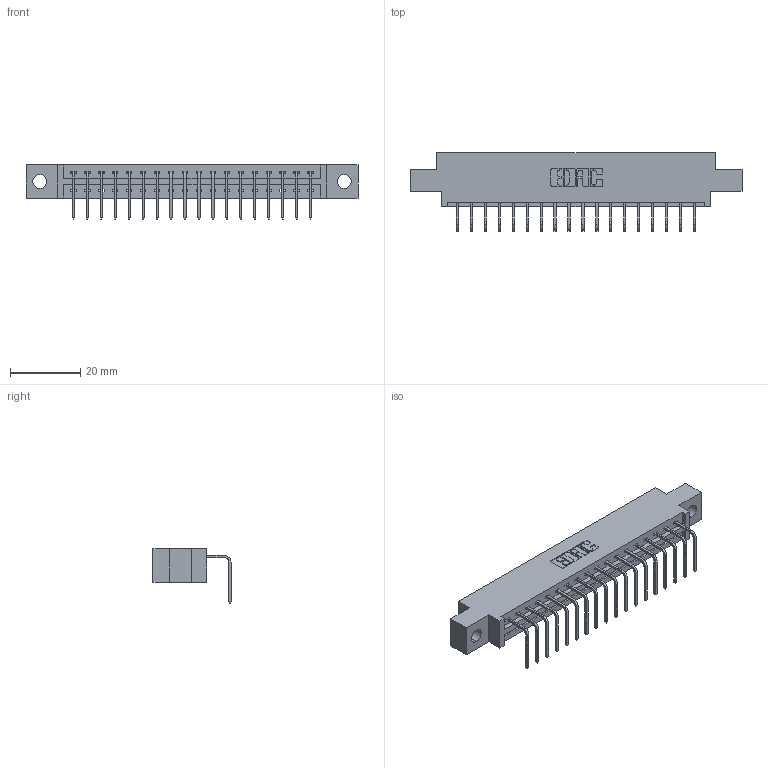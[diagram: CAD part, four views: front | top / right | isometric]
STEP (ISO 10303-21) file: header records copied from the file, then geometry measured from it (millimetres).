
FILE_DESCRIPTION (( 'STEP AP203' ), '1' );
FILE_NAME ('337-018-558-604.STEP', '2019-10-07T12:17:28', ( '' ), ( '' ), 'SwSTEP 2.0', 'SolidWorks 2016', '' );
FILE_SCHEMA (( 'CONFIG_CONTROL_DESIGN' ));
Length unit declared in the file: inch
Products named in the file (3): 345-292-001_558 Tail - 2; 337 Part_0.170 Offset - 0.156 Dia-TH; 337-018-558-604
Assembly tree (19 placements, depth 2):
  337-018-558-604
    337 Part_0.170 Offset - 0.156 Dia-TH
    345-292-001_558 Tail - 2  x18
Bounding box: 94.34 x 22.17 x 15.37 mm (x, y, z)
Volume: 9358.9 mm3; surface area: 9798 mm2
Topology: 19 solids, 19 shells, 1270 faces, 3815 edges, 2518 vertices
Faces by surface type: plane 938, cylinder 332
Entity records: 16703 total; most frequent: CARTESIAN_POINT 2916, ORIENTED_EDGE 2870, DIRECTION 2503, EDGE_CURVE 1435, LINE 1307, VECTOR 1307, VERTEX_POINT 954, AXIS2_PLACEMENT_3D 598
